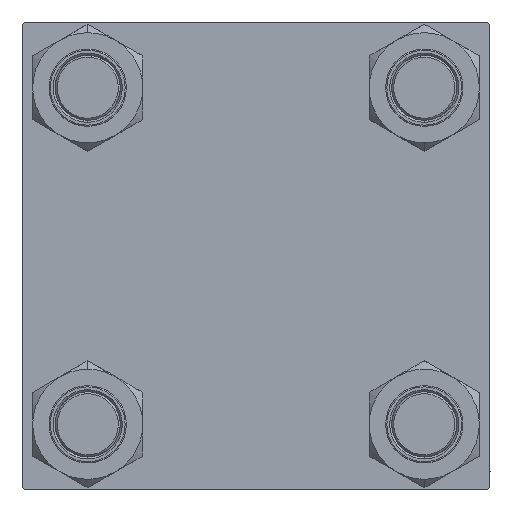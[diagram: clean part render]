
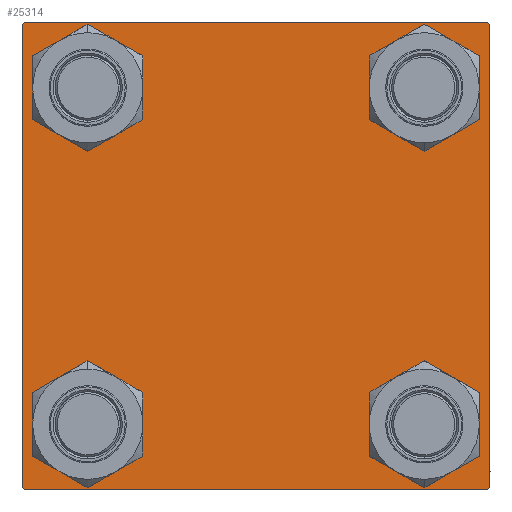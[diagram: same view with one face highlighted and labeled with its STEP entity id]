
A CAD part, left-side view. The second image highlights one B-rep face of the part: STEP entity #25314.
In plain terms, the highlighted planar face has unit normal (-1, 0, 0).
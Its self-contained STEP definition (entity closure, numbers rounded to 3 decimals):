
#8 = FACE_BOUND ( 'NONE', #11986, .T. ) ;
#221 = VERTEX_POINT ( 'NONE', #13806 ) ;
#388 = CARTESIAN_POINT ( 'NONE',  ( 0., -57.25, -57.25 ) ) ;
#1101 = CARTESIAN_POINT ( 'NONE',  ( 0., 57.5, 57. ) ) ;
#1234 = EDGE_CURVE ( 'NONE', #46368, #45482, #48046, .T. ) ;
#1380 = CIRCLE ( 'NONE', #32404, 8.5 ) ;
#1615 = CARTESIAN_POINT ( 'NONE',  ( 0., 41.35, -32.85 ) ) ;
#2183 = DIRECTION ( 'NONE',  ( 0., 0., 1. ) ) ;
#2211 = LINE ( 'NONE', #14303, #33129 ) ;
#3175 = CARTESIAN_POINT ( 'NONE',  ( 0., -57.5, 57. ) ) ;
#5129 = CARTESIAN_POINT ( 'NONE',  ( 0., 41.35, -41.35 ) ) ;
#5933 = EDGE_LOOP ( 'NONE', ( #33035, #33418 ) ) ;
#5990 = DIRECTION ( 'NONE',  ( 0., 0., 1. ) ) ;
#7111 = EDGE_CURVE ( 'NONE', #31171, #47429, #23016, .T. ) ;
#7405 = CIRCLE ( 'NONE', #36751, 8.5 ) ;
#7720 = CARTESIAN_POINT ( 'NONE',  ( 0., 57.25, 57.25 ) ) ;
#7831 = ORIENTED_EDGE ( 'NONE', *, *, #18509, .F. ) ;
#8540 = DIRECTION ( 'NONE',  ( 0., -0.707, 0.707 ) ) ;
#8813 = DIRECTION ( 'NONE',  ( 0., 0., 1. ) ) ;
#9798 = CIRCLE ( 'NONE', #18168, 8.5 ) ;
#9931 = EDGE_CURVE ( 'NONE', #16209, #20195, #9798, .T. ) ;
#9951 = ORIENTED_EDGE ( 'NONE', *, *, #31737, .T. ) ;
#10662 = CARTESIAN_POINT ( 'NONE',  ( 0., 41.35, -41.35 ) ) ;
#11986 = EDGE_LOOP ( 'NONE', ( #32437, #39938 ) ) ;
#12570 = EDGE_CURVE ( 'NONE', #20929, #47262, #1380, .T. ) ;
#12624 = DIRECTION ( 'NONE',  ( 1., 0., 0. ) ) ;
#12820 = AXIS2_PLACEMENT_3D ( 'NONE', #42125, #22166, #2183 ) ;
#13380 = ORIENTED_EDGE ( 'NONE', *, *, #1234, .T. ) ;
#13519 = EDGE_LOOP ( 'NONE', ( #34201, #49487 ) ) ;
#13775 = EDGE_CURVE ( 'NONE', #221, #25000, #46747, .T. ) ;
#13806 = CARTESIAN_POINT ( 'NONE',  ( 0., -41.35, -49.85 ) ) ;
#14002 = DIRECTION ( 'NONE',  ( 0., 0., 1. ) ) ;
#14303 = CARTESIAN_POINT ( 'NONE',  ( 0., 57.25, -57.25 ) ) ;
#14502 = CARTESIAN_POINT ( 'NONE',  ( 0., 57., 57.5 ) ) ;
#14541 = DIRECTION ( 'NONE',  ( 1., 0., 0. ) ) ;
#14662 = CARTESIAN_POINT ( 'NONE',  ( 0., 57.5, 57.5 ) ) ;
#14818 = LINE ( 'NONE', #50041, #37591 ) ;
#15217 = LINE ( 'NONE', #51730, #27000 ) ;
#15252 = CARTESIAN_POINT ( 'NONE',  ( 0., 41.35, 32.85 ) ) ;
#15476 = CARTESIAN_POINT ( 'NONE',  ( 0., -41.35, 32.85 ) ) ;
#15735 = DIRECTION ( 'NONE',  ( 0., -1., 0. ) ) ;
#16061 = EDGE_CURVE ( 'NONE', #20155, #44002, #14818, .T. ) ;
#16209 = VERTEX_POINT ( 'NONE', #27939 ) ;
#17564 = EDGE_CURVE ( 'NONE', #25000, #221, #7405, .T. ) ;
#17647 = CARTESIAN_POINT ( 'NONE',  ( 0., -57., -57.5 ) ) ;
#18168 = AXIS2_PLACEMENT_3D ( 'NONE', #27126, #43142, #14002 ) ;
#18352 = CARTESIAN_POINT ( 'NONE',  ( 0., 57., -57.5 ) ) ;
#18509 = EDGE_CURVE ( 'NONE', #30281, #48349, #47235, .T. ) ;
#18734 = EDGE_CURVE ( 'NONE', #47262, #20929, #23382, .T. ) ;
#18872 = DIRECTION ( 'NONE',  ( 0., -1., 0. ) ) ;
#19231 = DIRECTION ( 'NONE',  ( 0., 0., 1. ) ) ;
#19479 = FACE_OUTER_BOUND ( 'NONE', #26977, .T. ) ;
#19885 = EDGE_CURVE ( 'NONE', #45482, #46368, #46069, .T. ) ;
#20155 = VERTEX_POINT ( 'NONE', #3175 ) ;
#20195 = VERTEX_POINT ( 'NONE', #15252 ) ;
#20521 = DIRECTION ( 'NONE',  ( 0., 0., 1. ) ) ;
#20929 = VERTEX_POINT ( 'NONE', #1615 ) ;
#21165 = DIRECTION ( 'NONE',  ( 1., 0., 0. ) ) ;
#21658 = ORIENTED_EDGE ( 'NONE', *, *, #19885, .T. ) ;
#21671 = DIRECTION ( 'NONE',  ( 0., -0.707, -0.707 ) ) ;
#22054 = DIRECTION ( 'NONE',  ( 0., 0., -1. ) ) ;
#22166 = DIRECTION ( 'NONE',  ( 1., 0., 0. ) ) ;
#22289 = LINE ( 'NONE', #30955, #40621 ) ;
#22708 = CARTESIAN_POINT ( 'NONE',  ( 0., -57.5, -57. ) ) ;
#23016 = LINE ( 'NONE', #30208, #28998 ) ;
#23060 = DIRECTION ( 'NONE',  ( 0., 0.707, 0.707 ) ) ;
#23113 = EDGE_CURVE ( 'NONE', #30281, #31171, #31889, .T. ) ;
#23382 = CIRCLE ( 'NONE', #30102, 8.5 ) ;
#23412 = AXIS2_PLACEMENT_3D ( 'NONE', #38964, #14541, #30576 ) ;
#24613 = EDGE_LOOP ( 'NONE', ( #13380, #21658 ) ) ;
#25000 = VERTEX_POINT ( 'NONE', #26663 ) ;
#25314 = ADVANCED_FACE ( 'NONE', ( #31310, #39698, #8, #47842, #19479 ), #43647, .T. ) ;
#25737 = AXIS2_PLACEMENT_3D ( 'NONE', #30199, #34644, #30449 ) ;
#26031 = ORIENTED_EDGE ( 'NONE', *, *, #44003, .T. ) ;
#26663 = CARTESIAN_POINT ( 'NONE',  ( 0., -41.35, -32.85 ) ) ;
#26977 = EDGE_LOOP ( 'NONE', ( #32570, #26031, #9951, #33026, #40708, #48823, #7831, #27546 ) ) ;
#27000 = VECTOR ( 'NONE', #15735, 1000. ) ;
#27126 = CARTESIAN_POINT ( 'NONE',  ( 0., 41.35, 41.35 ) ) ;
#27181 = DIRECTION ( 'NONE',  ( 0., 0.707, -0.707 ) ) ;
#27546 = ORIENTED_EDGE ( 'NONE', *, *, #23113, .T. ) ;
#27726 = VECTOR ( 'NONE', #27181, 1000. ) ;
#27939 = CARTESIAN_POINT ( 'NONE',  ( 0., 41.35, 49.85 ) ) ;
#28140 = CARTESIAN_POINT ( 'NONE',  ( 0., 0., 0. ) ) ;
#28998 = VECTOR ( 'NONE', #22054, 1000. ) ;
#30102 = AXIS2_PLACEMENT_3D ( 'NONE', #10662, #35344, #50596 ) ;
#30199 = CARTESIAN_POINT ( 'NONE',  ( 0., -41.35, -41.35 ) ) ;
#30208 = CARTESIAN_POINT ( 'NONE',  ( 0., 57.5, 57.5 ) ) ;
#30281 = VERTEX_POINT ( 'NONE', #14502 ) ;
#30449 = DIRECTION ( 'NONE',  ( 0., 0., 1. ) ) ;
#30576 = DIRECTION ( 'NONE',  ( 0., 0., 1. ) ) ;
#30816 = VECTOR ( 'NONE', #8540, 1000. ) ;
#30955 = CARTESIAN_POINT ( 'NONE',  ( 0., -57.25, 57.25 ) ) ;
#31171 = VERTEX_POINT ( 'NONE', #1101 ) ;
#31310 = FACE_BOUND ( 'NONE', #24613, .T. ) ;
#31737 = EDGE_CURVE ( 'NONE', #41288, #46667, #15217, .T. ) ;
#31889 = LINE ( 'NONE', #7720, #27726 ) ;
#32404 = AXIS2_PLACEMENT_3D ( 'NONE', #5129, #21165, #8813 ) ;
#32437 = ORIENTED_EDGE ( 'NONE', *, *, #12570, .T. ) ;
#32570 = ORIENTED_EDGE ( 'NONE', *, *, #7111, .T. ) ;
#32711 = EDGE_CURVE ( 'NONE', #20195, #16209, #37870, .T. ) ;
#33026 = ORIENTED_EDGE ( 'NONE', *, *, #48613, .T. ) ;
#33035 = ORIENTED_EDGE ( 'NONE', *, *, #17564, .T. ) ;
#33129 = VECTOR ( 'NONE', #21671, 1000. ) ;
#33418 = ORIENTED_EDGE ( 'NONE', *, *, #13775, .T. ) ;
#34201 = ORIENTED_EDGE ( 'NONE', *, *, #9931, .T. ) ;
#34644 = DIRECTION ( 'NONE',  ( 1., 0., 0. ) ) ;
#35157 = VECTOR ( 'NONE', #18872, 1000. ) ;
#35344 = DIRECTION ( 'NONE',  ( 1., 0., 0. ) ) ;
#35506 = DIRECTION ( 'NONE',  ( -1., 0., 0. ) ) ;
#36241 = AXIS2_PLACEMENT_3D ( 'NONE', #48619, #12624, #20521 ) ;
#36751 = AXIS2_PLACEMENT_3D ( 'NONE', #45937, #37261, #5990 ) ;
#37261 = DIRECTION ( 'NONE',  ( 1., 0., 0. ) ) ;
#37591 = VECTOR ( 'NONE', #38983, 1000. ) ;
#37870 = CIRCLE ( 'NONE', #36241, 8.5 ) ;
#38964 = CARTESIAN_POINT ( 'NONE',  ( 0., -41.35, 41.35 ) ) ;
#38983 = DIRECTION ( 'NONE',  ( 0., 0., -1. ) ) ;
#39121 = EDGE_CURVE ( 'NONE', #20155, #48349, #22289, .T. ) ;
#39698 = FACE_BOUND ( 'NONE', #5933, .T. ) ;
#39938 = ORIENTED_EDGE ( 'NONE', *, *, #18734, .T. ) ;
#40395 = CARTESIAN_POINT ( 'NONE',  ( 0., 41.35, -49.85 ) ) ;
#40621 = VECTOR ( 'NONE', #23060, 1000. ) ;
#40708 = ORIENTED_EDGE ( 'NONE', *, *, #16061, .F. ) ;
#41288 = VERTEX_POINT ( 'NONE', #18352 ) ;
#42125 = CARTESIAN_POINT ( 'NONE',  ( 0., -41.35, 41.35 ) ) ;
#43142 = DIRECTION ( 'NONE',  ( 1., 0., 0. ) ) ;
#43647 = PLANE ( 'NONE',  #44501 ) ;
#44002 = VERTEX_POINT ( 'NONE', #22708 ) ;
#44003 = EDGE_CURVE ( 'NONE', #47429, #41288, #2211, .T. ) ;
#44501 = AXIS2_PLACEMENT_3D ( 'NONE', #28140, #35506, #19231 ) ;
#44847 = CARTESIAN_POINT ( 'NONE',  ( 0., 57.5, -57. ) ) ;
#44856 = CARTESIAN_POINT ( 'NONE',  ( 0., -57., 57.5 ) ) ;
#45482 = VERTEX_POINT ( 'NONE', #15476 ) ;
#45937 = CARTESIAN_POINT ( 'NONE',  ( 0., -41.35, -41.35 ) ) ;
#46069 = CIRCLE ( 'NONE', #23412, 8.5 ) ;
#46258 = CARTESIAN_POINT ( 'NONE',  ( 0., -41.35, 49.85 ) ) ;
#46368 = VERTEX_POINT ( 'NONE', #46258 ) ;
#46667 = VERTEX_POINT ( 'NONE', #17647 ) ;
#46747 = CIRCLE ( 'NONE', #25737, 8.5 ) ;
#47235 = LINE ( 'NONE', #14662, #35157 ) ;
#47262 = VERTEX_POINT ( 'NONE', #40395 ) ;
#47429 = VERTEX_POINT ( 'NONE', #44847 ) ;
#47842 = FACE_BOUND ( 'NONE', #13519, .T. ) ;
#48046 = CIRCLE ( 'NONE', #12820, 8.5 ) ;
#48349 = VERTEX_POINT ( 'NONE', #44856 ) ;
#48613 = EDGE_CURVE ( 'NONE', #46667, #44002, #51654, .T. ) ;
#48619 = CARTESIAN_POINT ( 'NONE',  ( 0., 41.35, 41.35 ) ) ;
#48823 = ORIENTED_EDGE ( 'NONE', *, *, #39121, .T. ) ;
#49487 = ORIENTED_EDGE ( 'NONE', *, *, #32711, .T. ) ;
#50041 = CARTESIAN_POINT ( 'NONE',  ( 0., -57.5, 57.5 ) ) ;
#50596 = DIRECTION ( 'NONE',  ( 0., 0., 1. ) ) ;
#51654 = LINE ( 'NONE', #388, #30816 ) ;
#51730 = CARTESIAN_POINT ( 'NONE',  ( 0., 57.5, -57.5 ) ) ;
